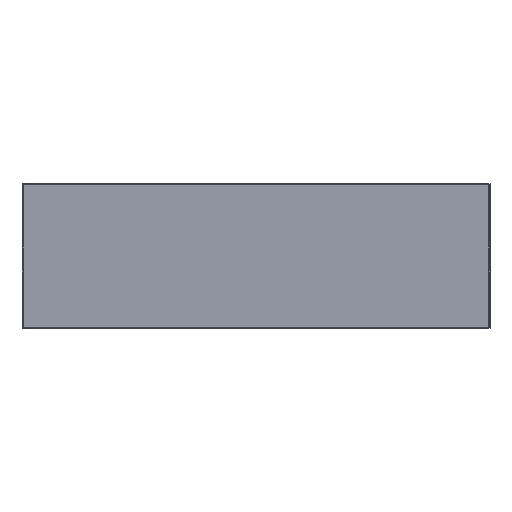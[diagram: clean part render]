
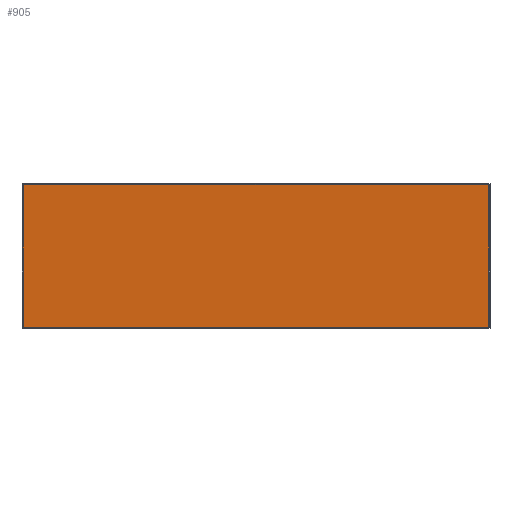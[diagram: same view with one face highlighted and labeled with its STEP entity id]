
A CAD part, top view. The second image highlights one B-rep face of the part: STEP entity #905.
In plain terms, the highlighted planar face has unit normal (0, -0.087, 0.996).
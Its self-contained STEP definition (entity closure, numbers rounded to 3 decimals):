
#22 = VERTEX_POINT('',#23);
#23 = CARTESIAN_POINT('',(2.5,-338.13,-47.868));
#128 = CYLINDRICAL_SURFACE('',#129,1.);
#129 = AXIS2_PLACEMENT_3D('',#130,#131,#132);
#130 = CARTESIAN_POINT('',(2.5,-338.218,-46.871));
#131 = DIRECTION('',(0.,0.996,0.087));
#132 = DIRECTION('',(0.,0.087,-0.996));
#244 = CYLINDRICAL_SURFACE('',#245,2.5);
#245 = AXIS2_PLACEMENT_3D('',#246,#247,#248);
#246 = CARTESIAN_POINT('',(1100.5,-337.913,-50.358));
#247 = DIRECTION('',(-1.,0.,0.));
#248 = DIRECTION('',(0.,-0.087,0.996));
#289 = VERTEX_POINT('',#290);
#290 = CARTESIAN_POINT('',(2.5,-2.413,-18.496));
#317 = EDGE_CURVE('',#22,#289,#318,.T.);
#318 = SURFACE_CURVE('',#319,(#323,#330),.PCURVE_S1.);
#319 = LINE('',#320,#321);
#320 = CARTESIAN_POINT('',(2.5,-338.13,-47.868));
#321 = VECTOR('',#322,1.);
#322 = DIRECTION('',(0.,0.996,0.087));
#323 = PCURVE('',#128,#324);
#324 = DEFINITIONAL_REPRESENTATION('',(#325),#329);
#325 = LINE('',#326,#327);
#326 = CARTESIAN_POINT('',(0.,0.));
#327 = VECTOR('',#328,1.);
#328 = DIRECTION('',(0.,1.));
#329 = ( GEOMETRIC_REPRESENTATION_CONTEXT(2) 
PARAMETRIC_REPRESENTATION_CONTEXT() REPRESENTATION_CONTEXT('2D SPACE',''
  ) );
#330 = PCURVE('',#331,#336);
#331 = PLANE('',#332);
#332 = AXIS2_PLACEMENT_3D('',#333,#334,#335);
#333 = CARTESIAN_POINT('',(551.5,-170.272,-33.182));
#334 = DIRECTION('',(0.,0.087,-0.996));
#335 = DIRECTION('',(0.,0.996,0.087));
#336 = DEFINITIONAL_REPRESENTATION('',(#337),#341);
#337 = LINE('',#338,#339);
#338 = CARTESIAN_POINT('',(-168.5,-549.));
#339 = VECTOR('',#340,1.);
#340 = DIRECTION('',(1.,0.));
#341 = ( GEOMETRIC_REPRESENTATION_CONTEXT(2) 
PARAMETRIC_REPRESENTATION_CONTEXT() REPRESENTATION_CONTEXT('2D SPACE',''
  ) );
#753 = VERTEX_POINT('',#754);
#754 = CARTESIAN_POINT('',(1100.5,-338.13,-47.868));
#778 = EDGE_CURVE('',#753,#22,#779,.T.);
#779 = SURFACE_CURVE('',#780,(#784,#791),.PCURVE_S1.);
#780 = LINE('',#781,#782);
#781 = CARTESIAN_POINT('',(1100.5,-338.13,-47.868));
#782 = VECTOR('',#783,1.);
#783 = DIRECTION('',(-1.,0.,0.));
#784 = PCURVE('',#244,#785);
#785 = DEFINITIONAL_REPRESENTATION('',(#786),#790);
#786 = LINE('',#787,#788);
#787 = CARTESIAN_POINT('',(-0.,0.));
#788 = VECTOR('',#789,1.);
#789 = DIRECTION('',(-0.,1.));
#790 = ( GEOMETRIC_REPRESENTATION_CONTEXT(2) 
PARAMETRIC_REPRESENTATION_CONTEXT() REPRESENTATION_CONTEXT('2D SPACE',''
  ) );
#791 = PCURVE('',#331,#792);
#792 = DEFINITIONAL_REPRESENTATION('',(#793),#797);
#793 = LINE('',#794,#795);
#794 = CARTESIAN_POINT('',(-168.5,549.));
#795 = VECTOR('',#796,1.);
#796 = DIRECTION('',(0.,-1.));
#797 = ( GEOMETRIC_REPRESENTATION_CONTEXT(2) 
PARAMETRIC_REPRESENTATION_CONTEXT() REPRESENTATION_CONTEXT('2D SPACE',''
  ) );
#866 = CYLINDRICAL_SURFACE('',#867,1.);
#867 = AXIS2_PLACEMENT_3D('',#868,#869,#870);
#868 = CARTESIAN_POINT('',(1103.,-2.5,-17.5));
#869 = DIRECTION('',(-1.,0.,0.));
#870 = DIRECTION('',(0.,1.,0.));
#905 = ADVANCED_FACE('',(#906),#331,.F.);
#906 = FACE_BOUND('',#907,.F.);
#907 = EDGE_LOOP('',(#908,#931,#957,#958));
#908 = ORIENTED_EDGE('',*,*,#909,.T.);
#909 = EDGE_CURVE('',#289,#910,#912,.T.);
#910 = VERTEX_POINT('',#911);
#911 = CARTESIAN_POINT('',(1100.5,-2.413,-18.496));
#912 = SURFACE_CURVE('',#913,(#917,#924),.PCURVE_S1.);
#913 = LINE('',#914,#915);
#914 = CARTESIAN_POINT('',(2.5,-2.413,-18.496));
#915 = VECTOR('',#916,1.);
#916 = DIRECTION('',(1.,0.,0.));
#917 = PCURVE('',#331,#918);
#918 = DEFINITIONAL_REPRESENTATION('',(#919),#923);
#919 = LINE('',#920,#921);
#920 = CARTESIAN_POINT('',(168.5,-549.));
#921 = VECTOR('',#922,1.);
#922 = DIRECTION('',(0.,1.));
#923 = ( GEOMETRIC_REPRESENTATION_CONTEXT(2) 
PARAMETRIC_REPRESENTATION_CONTEXT() REPRESENTATION_CONTEXT('2D SPACE',''
  ) );
#924 = PCURVE('',#866,#925);
#925 = DEFINITIONAL_REPRESENTATION('',(#926),#930);
#926 = LINE('',#927,#928);
#927 = CARTESIAN_POINT('',(1.484,1100.5));
#928 = VECTOR('',#929,1.);
#929 = DIRECTION('',(-0.,-1.));
#930 = ( GEOMETRIC_REPRESENTATION_CONTEXT(2) 
PARAMETRIC_REPRESENTATION_CONTEXT() REPRESENTATION_CONTEXT('2D SPACE',''
  ) );
#931 = ORIENTED_EDGE('',*,*,#932,.T.);
#932 = EDGE_CURVE('',#910,#753,#933,.T.);
#933 = SURFACE_CURVE('',#934,(#938,#945),.PCURVE_S1.);
#934 = LINE('',#935,#936);
#935 = CARTESIAN_POINT('',(1100.5,-2.413,-18.496));
#936 = VECTOR('',#937,1.);
#937 = DIRECTION('',(0.,-0.996,-0.087));
#938 = PCURVE('',#331,#939);
#939 = DEFINITIONAL_REPRESENTATION('',(#940),#944);
#940 = LINE('',#941,#942);
#941 = CARTESIAN_POINT('',(168.5,549.));
#942 = VECTOR('',#943,1.);
#943 = DIRECTION('',(-1.,0.));
#944 = ( GEOMETRIC_REPRESENTATION_CONTEXT(2) 
PARAMETRIC_REPRESENTATION_CONTEXT() REPRESENTATION_CONTEXT('2D SPACE',''
  ) );
#945 = PCURVE('',#946,#951);
#946 = CYLINDRICAL_SURFACE('',#947,1.);
#947 = AXIS2_PLACEMENT_3D('',#948,#949,#950);
#948 = CARTESIAN_POINT('',(1100.5,-2.5,-17.5));
#949 = DIRECTION('',(0.,-0.996,-0.087));
#950 = DIRECTION('',(0.,0.087,-0.996));
#951 = DEFINITIONAL_REPRESENTATION('',(#952),#956);
#952 = LINE('',#953,#954);
#953 = CARTESIAN_POINT('',(0.,0.));
#954 = VECTOR('',#955,1.);
#955 = DIRECTION('',(0.,1.));
#956 = ( GEOMETRIC_REPRESENTATION_CONTEXT(2) 
PARAMETRIC_REPRESENTATION_CONTEXT() REPRESENTATION_CONTEXT('2D SPACE',''
  ) );
#957 = ORIENTED_EDGE('',*,*,#778,.T.);
#958 = ORIENTED_EDGE('',*,*,#317,.T.);
